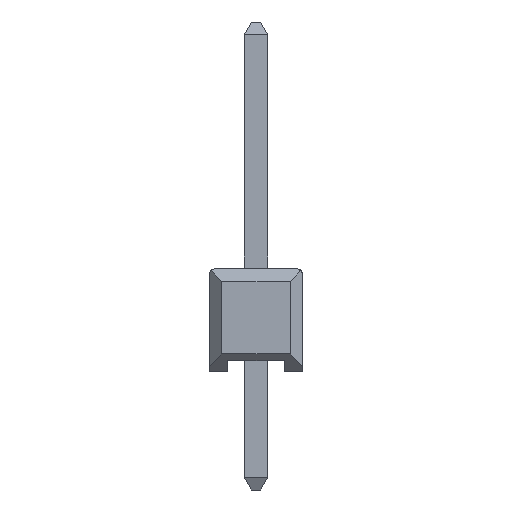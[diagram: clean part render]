
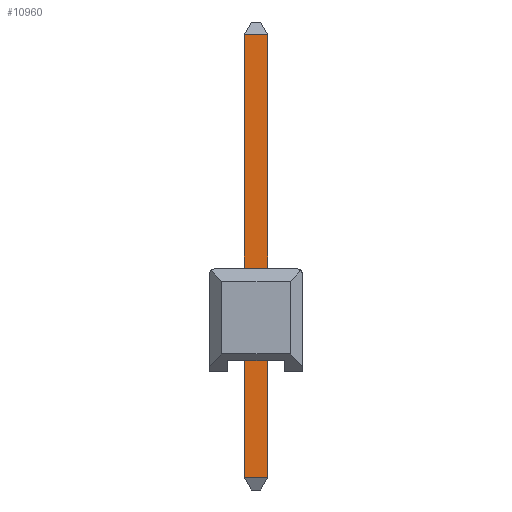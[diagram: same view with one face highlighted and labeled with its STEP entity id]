
A CAD part, left-side view. The second image highlights one B-rep face of the part: STEP entity #10960.
In plain terms, the highlighted planar face has unit normal (-1, 0, 0).
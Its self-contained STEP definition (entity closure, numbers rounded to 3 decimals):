
#476 = FACE_OUTER_BOUND ( 'NONE', #4369, .T. ) ;
#1571 = CARTESIAN_POINT ( 'NONE',  ( -0.315, -0.315, 9.156 ) ) ;
#1586 = EDGE_CURVE ( 'NONE', #9482, #12057, #15839, .T. ) ;
#1932 = EDGE_CURVE ( 'NONE', #12348, #12057, #16600, .T. ) ;
#2685 = EDGE_CURVE ( 'NONE', #9482, #12500, #9223, .T. ) ;
#2765 = CARTESIAN_POINT ( 'NONE',  ( -0.315, -0.315, -2.86 ) ) ;
#3234 = DIRECTION ( 'NONE',  ( 0., 0., 1. ) ) ;
#4160 = CARTESIAN_POINT ( 'NONE',  ( -0.315, -0.315, 9.156 ) ) ;
#4173 = EDGE_CURVE ( 'NONE', #12348, #12500, #16048, .T. ) ;
#4352 = DIRECTION ( 'NONE',  ( -1., 0., 0. ) ) ;
#4369 = EDGE_LOOP ( 'NONE', ( #7315, #11787, #16887, #8896 ) ) ;
#4454 = CARTESIAN_POINT ( 'NONE',  ( -0.315, 0.315, -2.86 ) ) ;
#5814 = CARTESIAN_POINT ( 'NONE',  ( -0.315, 0.315, -2.86 ) ) ;
#6873 = AXIS2_PLACEMENT_3D ( 'NONE', #16603, #4352, #3234 ) ;
#7315 = ORIENTED_EDGE ( 'NONE', *, *, #4173, .T. ) ;
#8199 = CARTESIAN_POINT ( 'NONE',  ( -0.315, 0.315, 9.156 ) ) ;
#8896 = ORIENTED_EDGE ( 'NONE', *, *, #1932, .F. ) ;
#9223 = B_SPLINE_CURVE_WITH_KNOTS ( 'NONE', 1,
 ( #5814, #15365 ),
 .UNSPECIFIED., .F., .F.,
 ( 2, 2 ),
 ( -10.526, -1.298 ),
 .UNSPECIFIED. ) ;
#9482 = VERTEX_POINT ( 'NONE', #4454 ) ;
#10960 = ADVANCED_FACE ( 'NONE', ( #476 ), #16347, .T. ) ;
#11726 = CARTESIAN_POINT ( 'NONE',  ( -0.315, 0.315, 9.156 ) ) ;
#11787 = ORIENTED_EDGE ( 'NONE', *, *, #2685, .F. ) ;
#12007 = CARTESIAN_POINT ( 'NONE',  ( -0.315, -0.315, -2.86 ) ) ;
#12057 = VERTEX_POINT ( 'NONE', #2765 ) ;
#12348 = VERTEX_POINT ( 'NONE', #14536 ) ;
#12500 = VERTEX_POINT ( 'NONE', #8199 ) ;
#14536 = CARTESIAN_POINT ( 'NONE',  ( -0.315, -0.315, 9.156 ) ) ;
#15365 = CARTESIAN_POINT ( 'NONE',  ( -0.315, 0.315, 9.156 ) ) ;
#15669 = CARTESIAN_POINT ( 'NONE',  ( -0.315, -0.315, -2.86 ) ) ;
#15839 = B_SPLINE_CURVE_WITH_KNOTS ( 'NONE', 1,
 ( #16730, #15669 ),
 .UNSPECIFIED., .F., .F.,
 ( 2, 2 ),
 ( 10.526, 11.156 ),
 .UNSPECIFIED. ) ;
#16048 = B_SPLINE_CURVE_WITH_KNOTS ( 'NONE', 1,
 ( #1571, #11726 ),
 .UNSPECIFIED., .F., .F.,
 ( 2, 2 ),
 ( 0., 0.63 ),
 .UNSPECIFIED. ) ;
#16347 = PLANE ( 'NONE',  #6873 ) ;
#16600 = B_SPLINE_CURVE_WITH_KNOTS ( 'NONE', 1,
 ( #4160, #12007 ),
 .UNSPECIFIED., .F., .F.,
 ( 2, 2 ),
 ( -20.383, -11.156 ),
 .UNSPECIFIED. ) ;
#16603 = CARTESIAN_POINT ( 'NONE',  ( -0.315, -0.325, 9.326 ) ) ;
#16730 = CARTESIAN_POINT ( 'NONE',  ( -0.315, 0.315, -2.86 ) ) ;
#16887 = ORIENTED_EDGE ( 'NONE', *, *, #1586, .T. ) ;
